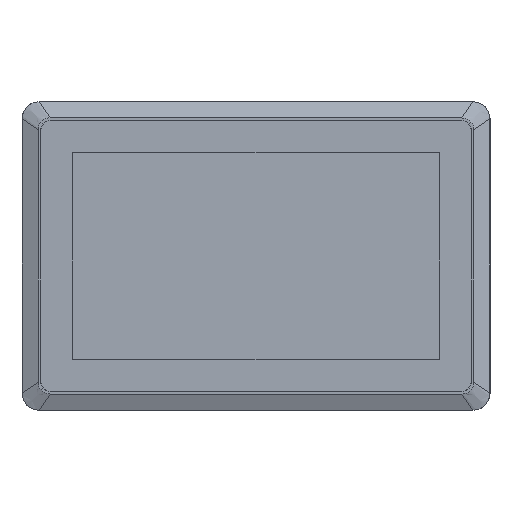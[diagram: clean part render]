
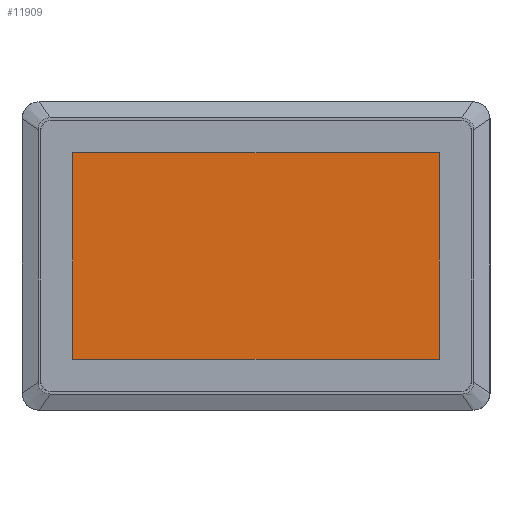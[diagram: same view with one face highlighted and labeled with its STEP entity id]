
A CAD part, top view. The second image highlights one B-rep face of the part: STEP entity #11909.
In plain terms, the highlighted face is planar.
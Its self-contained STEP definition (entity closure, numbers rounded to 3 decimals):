
#11515=DIRECTION('',(0.,0.,-1.));
#11516=VECTOR('',#11515,145.);
#11517=CARTESIAN_POINT('',(128.5,0.58,72.5));
#11518=LINE('',#11517,#11516);
#11519=DIRECTION('',(-1.,0.,0.));
#11520=VECTOR('',#11519,257.);
#11521=CARTESIAN_POINT('',(128.5,0.58,-72.5));
#11522=LINE('',#11521,#11520);
#11523=DIRECTION('',(0.,0.,1.));
#11524=VECTOR('',#11523,145.);
#11525=CARTESIAN_POINT('',(-128.5,0.58,-72.5));
#11526=LINE('',#11525,#11524);
#11527=DIRECTION('',(1.,0.,0.));
#11528=VECTOR('',#11527,257.);
#11529=CARTESIAN_POINT('',(-128.5,0.58,72.5));
#11530=LINE('',#11529,#11528);
#11587=CARTESIAN_POINT('',(128.5,0.58,-72.5));
#11588=VERTEX_POINT('',#11587);
#11589=CARTESIAN_POINT('',(128.5,0.58,72.5));
#11590=VERTEX_POINT('',#11589);
#11591=CARTESIAN_POINT('',(-128.5,0.58,-72.5));
#11592=VERTEX_POINT('',#11591);
#11593=CARTESIAN_POINT('',(-128.5,0.58,72.5));
#11594=VERTEX_POINT('',#11593);
#11898=CARTESIAN_POINT('',(0.,0.58,0.));
#11899=DIRECTION('',(0.,-1.,0.));
#11900=DIRECTION('',(-1.,0.,0.));
#11901=AXIS2_PLACEMENT_3D('',#11898,#11899,#11900);
#11902=PLANE('',#11901);
#11903=ORIENTED_EDGE('',*,*,#11850,.T.);
#11904=ORIENTED_EDGE('',*,*,#11865,.T.);
#11905=ORIENTED_EDGE('',*,*,#11879,.T.);
#11906=ORIENTED_EDGE('',*,*,#11892,.T.);
#11907=EDGE_LOOP('',(#11903,#11904,#11905,#11906));
#11908=FACE_OUTER_BOUND('',#11907,.F.);
#11850=EDGE_CURVE('',#11590,#11588,#11518,.T.);
#11865=EDGE_CURVE('',#11588,#11592,#11522,.T.);
#11879=EDGE_CURVE('',#11592,#11594,#11526,.T.);
#11892=EDGE_CURVE('',#11594,#11590,#11530,.T.);
#11909=ADVANCED_FACE('',(#11908),#11902,.T.);
